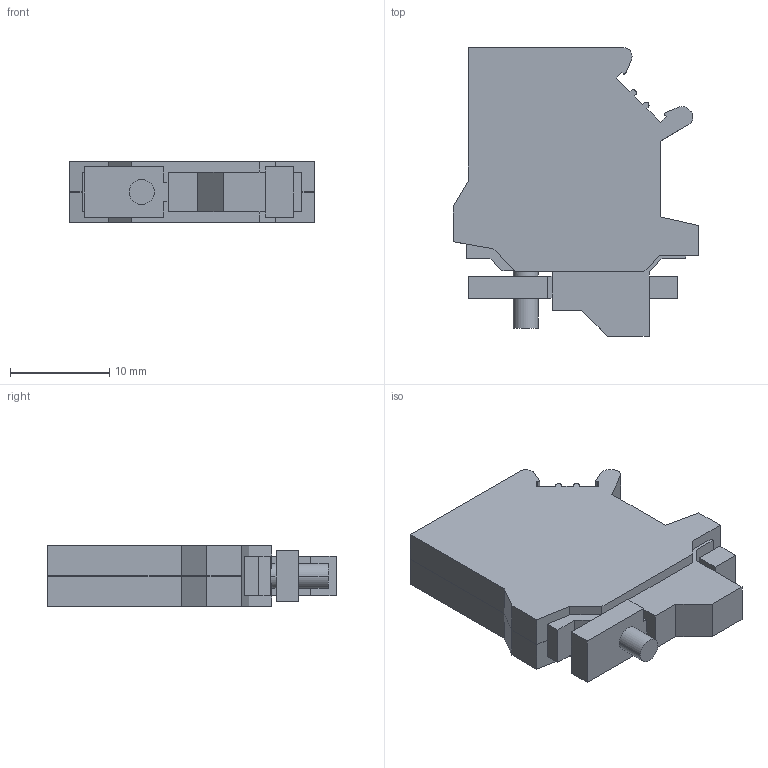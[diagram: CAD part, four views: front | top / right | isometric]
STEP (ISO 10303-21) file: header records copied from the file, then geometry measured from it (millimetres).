
FILE_DESCRIPTION(('SolidDesigner STEP Export'),'2;1');
FILE_NAME('0708315_dfk_4_pe-select.stp','2008-10-21T 9:39:40',(''),(''),'OneSpace Designer STEP processor for AP214 (Solid Model)','OneSpace Designer 14.50 18-Oct-2006 (C) CoCreate Software GmbH','');
FILE_SCHEMA(('AUTOMOTIVE_DESIGN { 1 0 10303 214 1 1 1 1 }'));
Length unit declared in the file: millimetre
Products named in the file (2): 0708315_dfk_4_pe-select
Assembly tree (1 placements, depth 2):
  0708315_dfk_4_pe-select
    0708315_dfk_4_pe-select
Bounding box: 24.7 x 29 x 6.1 mm (x, y, z)
Volume: 2880.3 mm3; surface area: 2577 mm2
Topology: 1 solids, 1 shells, 142 faces, 414 edges, 275 vertices
Faces by surface type: plane 108, cylinder 30, revolution 4
Entity records: 5641 total; most frequent: ORIENTED_EDGE 828, CARTESIAN_POINT 820, DIRECTION 680, EDGE_CURVE 414, VECTOR 328, LINE 328, VERTEX_POINT 275, AXIS2_PLACEMENT_3D 175
